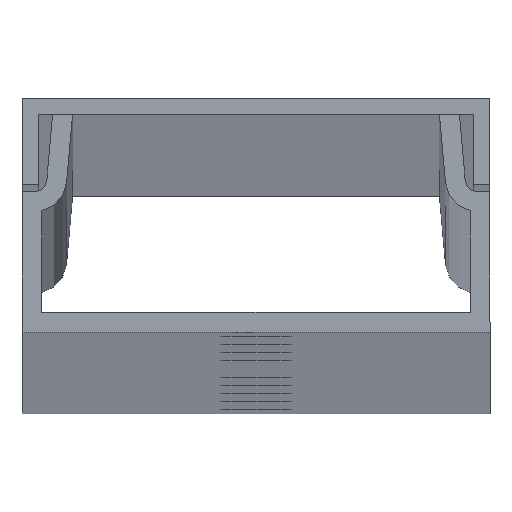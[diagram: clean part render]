
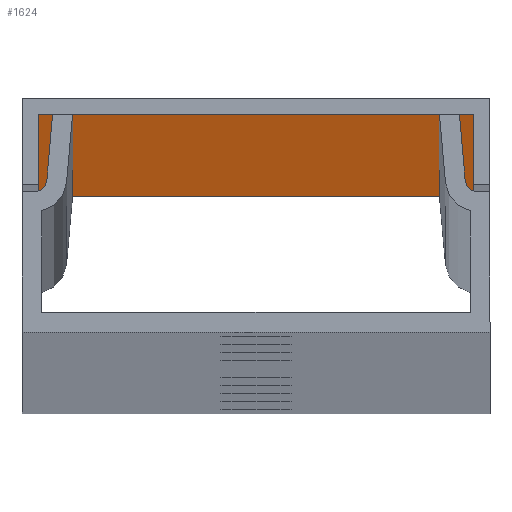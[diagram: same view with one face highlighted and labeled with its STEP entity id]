
A CAD part, top view. The second image highlights one B-rep face of the part: STEP entity #1624.
In plain terms, the highlighted planar face has unit normal (0, -1, 0).
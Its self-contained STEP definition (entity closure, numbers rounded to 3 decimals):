
#76 = VECTOR ( 'NONE', #1396, 1000. ) ;
#89 = PLANE ( 'NONE',  #1652 ) ;
#125 = VERTEX_POINT ( 'NONE', #244 ) ;
#160 = DIRECTION ( 'NONE',  ( 0., -1., 0. ) ) ;
#170 = VECTOR ( 'NONE', #1571, 1000. ) ;
#172 = CARTESIAN_POINT ( 'NONE',  ( 9., 9.3, 1000. ) ) ;
#244 = CARTESIAN_POINT ( 'NONE',  ( -9.3, 9.3, 1000. ) ) ;
#246 = EDGE_CURVE ( 'NONE', #1283, #318, #1288, .T. ) ;
#267 = EDGE_CURVE ( 'NONE', #125, #567, #807, .T. ) ;
#281 = ORIENTED_EDGE ( 'NONE', *, *, #931, .T. ) ;
#293 = DIRECTION ( 'NONE',  ( 1., 0., 0. ) ) ;
#318 = VERTEX_POINT ( 'NONE', #656 ) ;
#359 = VECTOR ( 'NONE', #293, 1000. ) ;
#394 = CARTESIAN_POINT ( 'NONE',  ( -9.3, 9.3, -1000. ) ) ;
#500 = CARTESIAN_POINT ( 'NONE',  ( 9., 9.3, -1000. ) ) ;
#515 = ORIENTED_EDGE ( 'NONE', *, *, #246, .T. ) ;
#567 = VERTEX_POINT ( 'NONE', #1062 ) ;
#597 = CARTESIAN_POINT ( 'NONE',  ( -9.3, 9.3, -1000. ) ) ;
#598 = CARTESIAN_POINT ( 'NONE',  ( 9.3, 9.3, -1000. ) ) ;
#629 = ORIENTED_EDGE ( 'NONE', *, *, #1625, .F. ) ;
#656 = CARTESIAN_POINT ( 'NONE',  ( 9.3, 9.3, -1000. ) ) ;
#807 = LINE ( 'NONE', #172, #359 ) ;
#931 = EDGE_CURVE ( 'NONE', #318, #567, #1674, .T. ) ;
#977 = FACE_OUTER_BOUND ( 'NONE', #1518, .T. ) ;
#1003 = DIRECTION ( 'NONE',  ( 1., 0., 0. ) ) ;
#1062 = CARTESIAN_POINT ( 'NONE',  ( 9.3, 9.3, 1000. ) ) ;
#1132 = DIRECTION ( 'NONE',  ( 0., 0., 1. ) ) ;
#1260 = VECTOR ( 'NONE', #1132, 1000. ) ;
#1283 = VERTEX_POINT ( 'NONE', #597 ) ;
#1288 = LINE ( 'NONE', #1584, #76 ) ;
#1396 = DIRECTION ( 'NONE',  ( 1., 0., 0. ) ) ;
#1440 = LINE ( 'NONE', #394, #170 ) ;
#1488 = ORIENTED_EDGE ( 'NONE', *, *, #267, .F. ) ;
#1518 = EDGE_LOOP ( 'NONE', ( #515, #281, #1488, #629 ) ) ;
#1571 = DIRECTION ( 'NONE',  ( 0., 0., 1. ) ) ;
#1584 = CARTESIAN_POINT ( 'NONE',  ( 9., 9.3, -1000. ) ) ;
#1624 = ADVANCED_FACE ( 'NONE', ( #977 ), #89, .T. ) ;
#1625 = EDGE_CURVE ( 'NONE', #1283, #125, #1440, .T. ) ;
#1652 = AXIS2_PLACEMENT_3D ( 'NONE', #500, #160, #1003 ) ;
#1674 = LINE ( 'NONE', #598, #1260 ) ;
